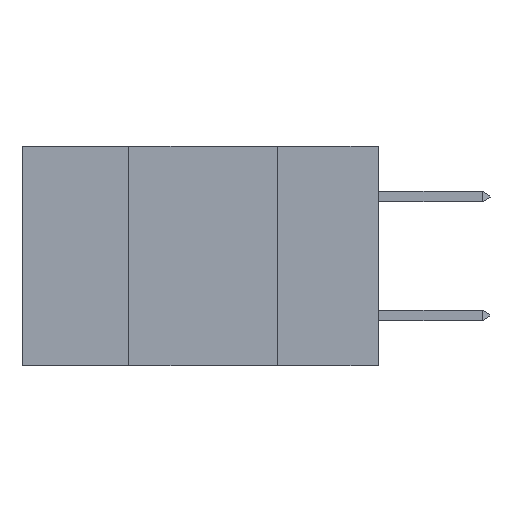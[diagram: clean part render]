
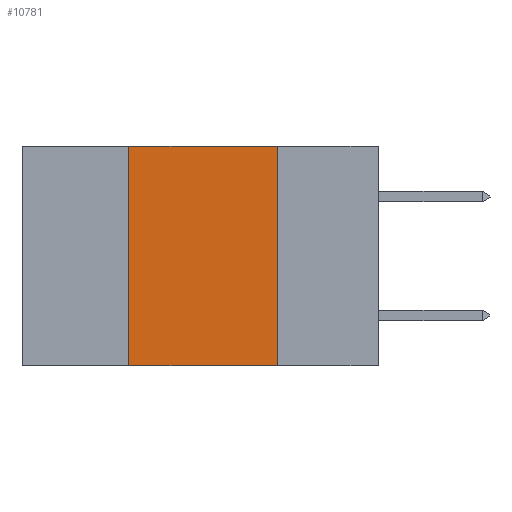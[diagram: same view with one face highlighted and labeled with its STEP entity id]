
A CAD part, left-side view. The second image highlights one B-rep face of the part: STEP entity #10781.
In plain terms, the highlighted planar face has unit normal (-1, 0, 0).
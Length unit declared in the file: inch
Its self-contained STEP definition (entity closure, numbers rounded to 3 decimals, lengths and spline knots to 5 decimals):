
#262 = VECTOR ( 'NONE', #1255, 39.37008 ) ;
#1116 = VECTOR ( 'NONE', #4597, 39.37008 ) ;
#1255 = DIRECTION ( 'NONE',  ( 0., -1., 0. ) ) ;
#1579 = VERTEX_POINT ( 'NONE', #2211 ) ;
#1739 = AXIS2_PLACEMENT_3D ( 'NONE', #7743, #8921, #12955 ) ;
#2211 = CARTESIAN_POINT ( 'NONE',  ( 0., 0.17, -0.37 ) ) ;
#2423 = CARTESIAN_POINT ( 'NONE',  ( 0., 0.42, -0.37 ) ) ;
#2654 = CARTESIAN_POINT ( 'NONE',  ( 0., 0.6, 0. ) ) ;
#3781 = VERTEX_POINT ( 'NONE', #13206 ) ;
#4142 = CARTESIAN_POINT ( 'NONE',  ( 0., 0.6, -0.37 ) ) ;
#4241 = VECTOR ( 'NONE', #9084, 39.37008 ) ;
#4597 = DIRECTION ( 'NONE',  ( 0., -1., 0. ) ) ;
#5394 = EDGE_CURVE ( 'NONE', #7956, #3781, #14074, .T. ) ;
#5951 = LINE ( 'NONE', #4142, #1116 ) ;
#6063 = VECTOR ( 'NONE', #8226, 39.37008 ) ;
#6452 = PLANE ( 'NONE',  #1739 ) ;
#7330 = ORIENTED_EDGE ( 'NONE', *, *, #14136, .F. ) ;
#7648 = LINE ( 'NONE', #7845, #4241 ) ;
#7743 = CARTESIAN_POINT ( 'NONE',  ( 0., 0.6, 0. ) ) ;
#7845 = CARTESIAN_POINT ( 'NONE',  ( 0., 0.17, 0. ) ) ;
#7956 = VERTEX_POINT ( 'NONE', #2423 ) ;
#8097 = LINE ( 'NONE', #2654, #262 ) ;
#8226 = DIRECTION ( 'NONE',  ( 0., 0., 1. ) ) ;
#8921 = DIRECTION ( 'NONE',  ( 1., 0., 0. ) ) ;
#8947 = EDGE_LOOP ( 'NONE', ( #12066, #7330, #13004, #14681 ) ) ;
#9065 = EDGE_CURVE ( 'NONE', #7956, #1579, #5951, .T. ) ;
#9084 = DIRECTION ( 'NONE',  ( 0., 0., -1. ) ) ;
#10231 = FACE_OUTER_BOUND ( 'NONE', #8947, .T. ) ;
#10781 = ADVANCED_FACE ( 'NONE', ( #10231 ), #6452, .F. ) ;
#11028 = CARTESIAN_POINT ( 'NONE',  ( 0., 0.17, 0. ) ) ;
#12066 = ORIENTED_EDGE ( 'NONE', *, *, #15976, .F. ) ;
#12955 = DIRECTION ( 'NONE',  ( 0., 0., -1. ) ) ;
#13004 = ORIENTED_EDGE ( 'NONE', *, *, #5394, .F. ) ;
#13206 = CARTESIAN_POINT ( 'NONE',  ( 0., 0.42, 0. ) ) ;
#13495 = VERTEX_POINT ( 'NONE', #11028 ) ;
#14074 = LINE ( 'NONE', #15829, #6063 ) ;
#14136 = EDGE_CURVE ( 'NONE', #3781, #13495, #8097, .T. ) ;
#14681 = ORIENTED_EDGE ( 'NONE', *, *, #9065, .T. ) ;
#15829 = CARTESIAN_POINT ( 'NONE',  ( 0., 0.42, 0. ) ) ;
#15976 = EDGE_CURVE ( 'NONE', #13495, #1579, #7648, .T. ) ;
